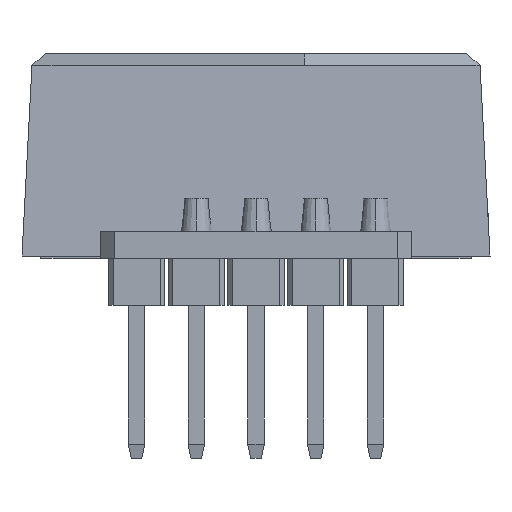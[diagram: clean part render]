
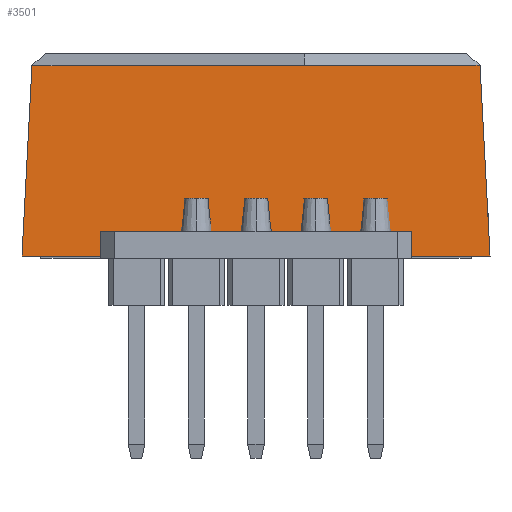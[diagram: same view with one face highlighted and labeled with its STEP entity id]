
A CAD part, left-side view. The second image highlights one B-rep face of the part: STEP entity #3501.
In plain terms, the highlighted planar face has unit normal (-0.999, 0, 0.052).
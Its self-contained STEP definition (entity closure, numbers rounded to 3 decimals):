
#536 = ORIENTED_EDGE ( 'NONE', *, *, #19227, .T. ) ;
#1577 = DIRECTION ( 'NONE',  ( 0., -1., 0. ) ) ;
#1819 = EDGE_CURVE ( 'NONE', #15529, #13283, #16347, .T. ) ;
#1884 = VECTOR ( 'NONE', #6149, 1000. ) ;
#1885 = VERTEX_POINT ( 'NONE', #3666 ) ;
#2088 = VECTOR ( 'NONE', #9310, 1000. ) ;
#2257 = VECTOR ( 'NONE', #17217, 1000. ) ;
#2460 = EDGE_CURVE ( 'NONE', #18113, #14638, #7620, .T. ) ;
#2727 = CARTESIAN_POINT ( 'NONE',  ( -13.12, -9.95, 1.05 ) ) ;
#3501 = ADVANCED_FACE ( 'NONE', ( #5589 ), #15169, .T. ) ;
#3666 = CARTESIAN_POINT ( 'NONE',  ( -13.175, 9.95, 0. ) ) ;
#4203 = EDGE_CURVE ( 'NONE', #14689, #14505, #14130, .T. ) ;
#4476 = LINE ( 'NONE', #4673, #19690 ) ;
#4574 = CARTESIAN_POINT ( 'NONE',  ( -13.175, 6.6, 0. ) ) ;
#4673 = CARTESIAN_POINT ( 'NONE',  ( -13.175, -2.05, 0. ) ) ;
#4741 = CARTESIAN_POINT ( 'NONE',  ( -12.75, -9.95, 8.1 ) ) ;
#5009 = EDGE_CURVE ( 'NONE', #13983, #10376, #12794, .T. ) ;
#5159 = CARTESIAN_POINT ( 'NONE',  ( -12.75, -2.05, 8.101 ) ) ;
#5542 = LINE ( 'NONE', #13370, #13845 ) ;
#5589 = FACE_OUTER_BOUND ( 'NONE', #13178, .T. ) ;
#5975 = DIRECTION ( 'NONE',  ( -0.999, 0., 0.052 ) ) ;
#6149 = DIRECTION ( 'NONE',  ( 0., 1., 0. ) ) ;
#6228 = CARTESIAN_POINT ( 'NONE',  ( -13.175, -6.6, 0. ) ) ;
#6295 = DIRECTION ( 'NONE',  ( 0.052, 0., 0.999 ) ) ;
#6623 = DIRECTION ( 'NONE',  ( 0., 1., 0. ) ) ;
#6969 = LINE ( 'NONE', #7359, #17520 ) ;
#7212 = CARTESIAN_POINT ( 'NONE',  ( -13.175, 6.6, 0. ) ) ;
#7359 = CARTESIAN_POINT ( 'NONE',  ( -13.175, -9.95, 0. ) ) ;
#7423 = VERTEX_POINT ( 'NONE', #18247 ) ;
#7424 = EDGE_CURVE ( 'NONE', #13983, #1885, #15316, .T. ) ;
#7620 = LINE ( 'NONE', #7212, #14287 ) ;
#8164 = ORIENTED_EDGE ( 'NONE', *, *, #9773, .F. ) ;
#8500 = AXIS2_PLACEMENT_3D ( 'NONE', #10685, #5975, #6295 ) ;
#9310 = DIRECTION ( 'NONE',  ( 0., -1., 0. ) ) ;
#9773 = EDGE_CURVE ( 'NONE', #14505, #18113, #18762, .T. ) ;
#10119 = DIRECTION ( 'NONE',  ( 0., -1., 0. ) ) ;
#10222 = ORIENTED_EDGE ( 'NONE', *, *, #5009, .F. ) ;
#10376 = VERTEX_POINT ( 'NONE', #18557 ) ;
#10685 = CARTESIAN_POINT ( 'NONE',  ( -13.175, -9.95, 0. ) ) ;
#10931 = ORIENTED_EDGE ( 'NONE', *, *, #11289, .T. ) ;
#11289 = EDGE_CURVE ( 'NONE', #1885, #14638, #5542, .T. ) ;
#11449 = CARTESIAN_POINT ( 'NONE',  ( -12.75, 9.525, 8.1 ) ) ;
#11703 = ORIENTED_EDGE ( 'NONE', *, *, #1819, .F. ) ;
#12073 = EDGE_CURVE ( 'NONE', #14689, #13283, #6969, .T. ) ;
#12793 = LINE ( 'NONE', #5159, #18719 ) ;
#12794 = LINE ( 'NONE', #4741, #2088 ) ;
#13178 = EDGE_LOOP ( 'NONE', ( #20140, #18074, #11703, #17251, #536, #10222, #17869, #10931, #17036, #8164 ) ) ;
#13283 = VERTEX_POINT ( 'NONE', #15586 ) ;
#13370 = CARTESIAN_POINT ( 'NONE',  ( -13.175, -9.95, 0. ) ) ;
#13686 = CARTESIAN_POINT ( 'NONE',  ( -13.121, 9.896, 1.037 ) ) ;
#13845 = VECTOR ( 'NONE', #1577, 1000. ) ;
#13971 = CARTESIAN_POINT ( 'NONE',  ( -12.75, -9.525, 8.101 ) ) ;
#13983 = VERTEX_POINT ( 'NONE', #11449 ) ;
#14130 = LINE ( 'NONE', #20486, #2257 ) ;
#14287 = VECTOR ( 'NONE', #15240, 1000. ) ;
#14505 = VERTEX_POINT ( 'NONE', #14682 ) ;
#14623 = CARTESIAN_POINT ( 'NONE',  ( -13.12, 6.6, 1.05 ) ) ;
#14638 = VERTEX_POINT ( 'NONE', #4574 ) ;
#14682 = CARTESIAN_POINT ( 'NONE',  ( -13.12, -6.6, 1.05 ) ) ;
#14689 = VERTEX_POINT ( 'NONE', #6228 ) ;
#14901 = CARTESIAN_POINT ( 'NONE',  ( -13.103, -9.878, 1.373 ) ) ;
#15169 = PLANE ( 'NONE',  #8500 ) ;
#15240 = DIRECTION ( 'NONE',  ( -0.052, 0., -0.999 ) ) ;
#15316 = LINE ( 'NONE', #13686, #16985 ) ;
#15529 = VERTEX_POINT ( 'NONE', #13971 ) ;
#15586 = CARTESIAN_POINT ( 'NONE',  ( -13.175, -9.95, 0. ) ) ;
#15730 = DIRECTION ( 'NONE',  ( -0.052, 0., -0.999 ) ) ;
#16347 = LINE ( 'NONE', #14901, #18971 ) ;
#16985 = VECTOR ( 'NONE', #17072, 1000. ) ;
#17036 = ORIENTED_EDGE ( 'NONE', *, *, #2460, .F. ) ;
#17072 = DIRECTION ( 'NONE',  ( -0.052, 0.052, -0.997 ) ) ;
#17217 = DIRECTION ( 'NONE',  ( 0.052, 0., 0.999 ) ) ;
#17251 = ORIENTED_EDGE ( 'NONE', *, *, #20078, .T. ) ;
#17520 = VECTOR ( 'NONE', #10119, 1000. ) ;
#17869 = ORIENTED_EDGE ( 'NONE', *, *, #7424, .T. ) ;
#18028 = DIRECTION ( 'NONE',  ( -0.052, -0.052, -0.997 ) ) ;
#18074 = ORIENTED_EDGE ( 'NONE', *, *, #12073, .T. ) ;
#18113 = VERTEX_POINT ( 'NONE', #14623 ) ;
#18247 = CARTESIAN_POINT ( 'NONE',  ( -12.75, -2.05, 8.101 ) ) ;
#18557 = CARTESIAN_POINT ( 'NONE',  ( -12.75, -2.05, 8.1 ) ) ;
#18719 = VECTOR ( 'NONE', #6623, 1000. ) ;
#18762 = LINE ( 'NONE', #2727, #1884 ) ;
#18971 = VECTOR ( 'NONE', #18028, 1000. ) ;
#19227 = EDGE_CURVE ( 'NONE', #7423, #10376, #4476, .T. ) ;
#19690 = VECTOR ( 'NONE', #15730, 1000. ) ;
#20078 = EDGE_CURVE ( 'NONE', #15529, #7423, #12793, .T. ) ;
#20140 = ORIENTED_EDGE ( 'NONE', *, *, #4203, .F. ) ;
#20486 = CARTESIAN_POINT ( 'NONE',  ( -13.175, -6.6, 0. ) ) ;
